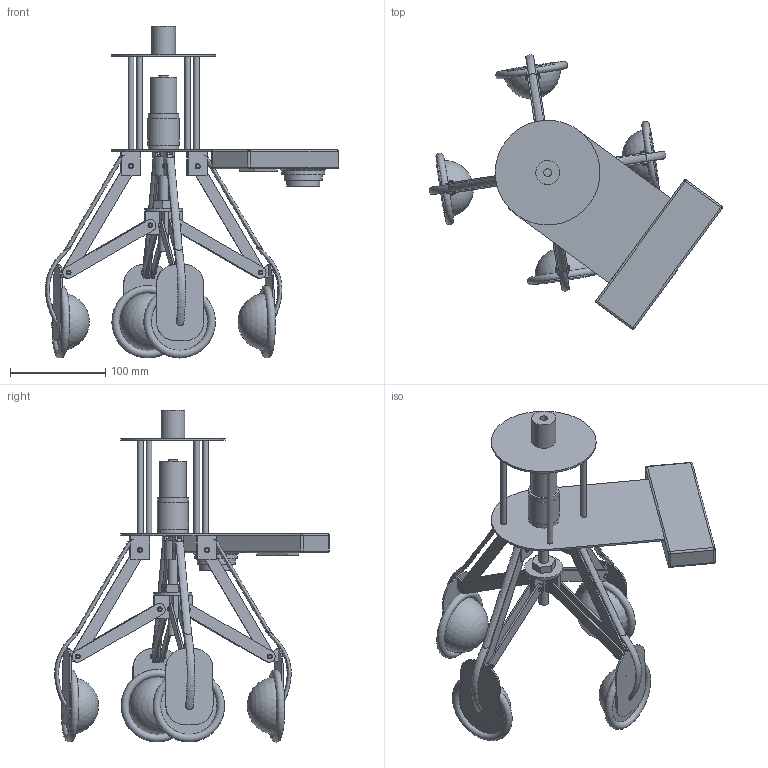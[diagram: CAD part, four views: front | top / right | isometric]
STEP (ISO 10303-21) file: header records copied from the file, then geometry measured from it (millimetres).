
FILE_DESCRIPTION(/* description */ (''),/* implementation_level */ '2;1');
FILE_NAME(/* name */ 'CLAMP.stp',/* time_stamp */ '2020-08-09T17:03:11+06:00',/* author */ ('Vikki'),/* organization */ (''),/* preprocessor_version */ 'ST-DEVELOPER v18',/* originating_system */ 'Autodesk Inventor 2020',/* authorisation */ '');
FILE_SCHEMA (('AUTOMOTIVE_DESIGN { 1 0 10303 214 3 1 1 }'));
Length unit declared in the file: millimetre
Products named in the file (11): BABY CLAMP; Part15; Part19; Part52; conecting rod; endeffector motor assembly; motor_body; motor shaft; leadscrew; universal endeffector; camera kinet
Assembly tree (23 placements, depth 3):
  BABY CLAMP
    Part15
    Part19  x4
    Part52
    conecting rod  x8
    endeffector motor assembly
      motor_body
      motor shaft
    leadscrew
    universal endeffector  x4
    camera kinet
Bounding box: 307.74 x 288.29 x 348.41 mm (x, y, z)
Volume: 658113 mm3; surface area: 273776.2 mm2
Topology: 70 solids, 76 shells, 541 faces, 1328 edges, 941 vertices
Faces by surface type: plane 301, cylinder 171, torus 47, sphere 12, bspline 10
Full cylindrical faces by diameter (mm): 3 x5, 4 x4, 5 x48, 5.5 x28, 6 x6, 8 x5, 10 x4, 20 x2, 25 x2, 27.6 x1, 30 x1, 32 x2, 33 x1, 35 x2, 40 x3, 45 x1, 110 x1
Entity records: 9594 total; most frequent: CARTESIAN_POINT 1907, DIRECTION 1583, ORIENTED_EDGE 1344, EDGE_CURVE 676, AXIS2_PLACEMENT_3D 614, VERTEX_POINT 469, EDGE_LOOP 359, LINE 355
